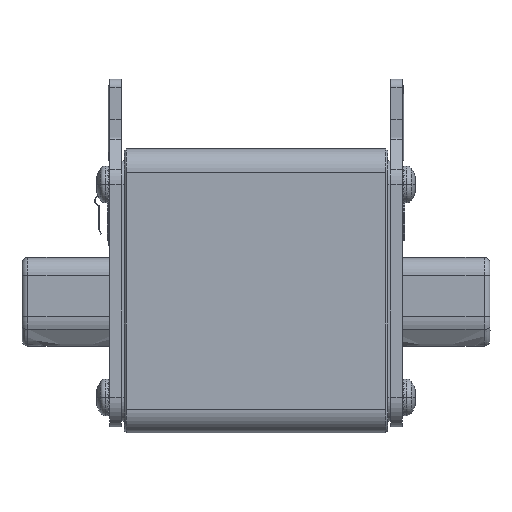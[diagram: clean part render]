
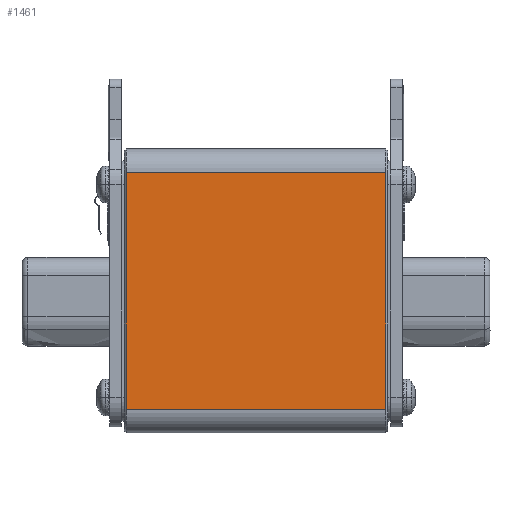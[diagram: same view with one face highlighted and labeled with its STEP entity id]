
A CAD part, left-side view. The second image highlights one B-rep face of the part: STEP entity #1461.
In plain terms, the highlighted planar face has unit normal (-1, 0, 0).
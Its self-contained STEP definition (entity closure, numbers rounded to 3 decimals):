
#219=DIRECTION('',(0.,0.,1.));
#220=VECTOR('',#219,40.);
#221=CARTESIAN_POINT('',(-15.,-21.95,-20.));
#222=LINE('',#221,#220);
#397=DIRECTION('',(0.,0.,-1.));
#398=VECTOR('',#397,40.);
#399=CARTESIAN_POINT('',(-15.,21.95,20.));
#400=LINE('',#399,#398);
#418=DIRECTION('',(0.,1.,0.));
#419=VECTOR('',#418,43.9);
#420=CARTESIAN_POINT('',(-15.,-21.95,20.));
#421=LINE('',#420,#419);
#422=DIRECTION('',(0.,-1.,0.));
#423=VECTOR('',#422,43.9);
#424=CARTESIAN_POINT('',(-15.,21.95,-20.));
#425=LINE('',#424,#423);
#782=CARTESIAN_POINT('',(-15.,-21.95,20.));
#783=VERTEX_POINT('',#782);
#786=CARTESIAN_POINT('',(-15.,-21.95,-20.));
#787=VERTEX_POINT('',#786);
#884=CARTESIAN_POINT('',(-15.,21.95,-20.));
#885=VERTEX_POINT('',#884);
#886=CARTESIAN_POINT('',(-15.,21.95,20.));
#887=VERTEX_POINT('',#886);
#1449=CARTESIAN_POINT('',(-15.,-22.25,-24.));
#1450=DIRECTION('',(-1.,0.,0.));
#1451=DIRECTION('',(0.,0.,1.));
#1452=AXIS2_PLACEMENT_3D('',#1449,#1450,#1451);
#1453=PLANE('',#1452);
#1454=ORIENTED_EDGE('',*,*,#1396,.F.);
#1455=ORIENTED_EDGE('',*,*,#1437,.F.);
#1456=ORIENTED_EDGE('',*,*,#1007,.F.);
#1458=ORIENTED_EDGE('',*,*,#1457,.F.);
#1459=EDGE_LOOP('',(#1454,#1455,#1456,#1458));
#1460=FACE_OUTER_BOUND('',#1459,.F.);
#1007=EDGE_CURVE('',#787,#783,#222,.T.);
#1396=EDGE_CURVE('',#887,#885,#400,.T.);
#1437=EDGE_CURVE('',#783,#887,#421,.T.);
#1457=EDGE_CURVE('',#885,#787,#425,.T.);
#1461=ADVANCED_FACE('',(#1460),#1453,.T.);
